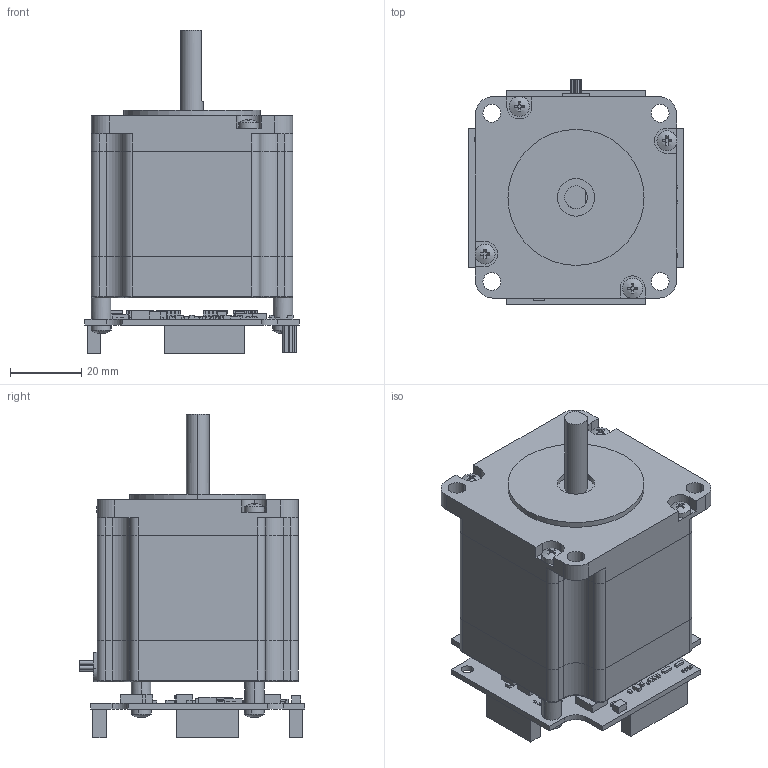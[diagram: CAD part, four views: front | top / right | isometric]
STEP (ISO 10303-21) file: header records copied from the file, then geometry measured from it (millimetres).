
FILE_DESCRIPTION (( 'STEP AP214' ), '1' );
FILE_NAME ('PD57-2-1161.STEP', '2016-10-17T11:50:54', ( 'Pearu Orusalu' ), ( 'Microsoft' ), 'SwSTEP 2.0', 'SolidWorks 2016', '' );
FILE_SCHEMA (( 'AUTOMOTIVE_DESIGN' ));
Length unit declared in the file: millimetre
Products named in the file (4): PD57-2-1161; pan head cross recess screw_iso_ISO 7045 - M3 x 4 - Z - 4C; TMCM-1161_V10; NEMA23_41mm_DPM57SH41-4A.018_PD57-2-1161 
Assembly tree (4 placements, depth 2):
  PD57-2-1161
    NEMA23_41mm_DPM57SH41-4A.018_PD57-2-1161 
    TMCM-1161_V10
    pan head cross recess screw_iso_ISO 7045 - M3 x 4 - Z - 4C  x2
Bounding box: 60 x 63.2 x 90.72 mm (x, y, z)
Volume: 156559 mm3; surface area: 28755.9 mm2
Topology: 4 solids, 4 shells, 1086 faces, 2726 edges, 1757 vertices
Faces by surface type: plane 864, cylinder 164, cone 30, bspline 16, torus 8, sphere 4
Entity records: 41916 total; most frequent: CARTESIAN_POINT 5942, ORIENTED_EDGE 5232, DIRECTION 4957, EDGE_CURVE 2616, VECTOR 2173, LINE 2173, VERTEX_POINT 1697, AXIS2_PLACEMENT_3D 1392
